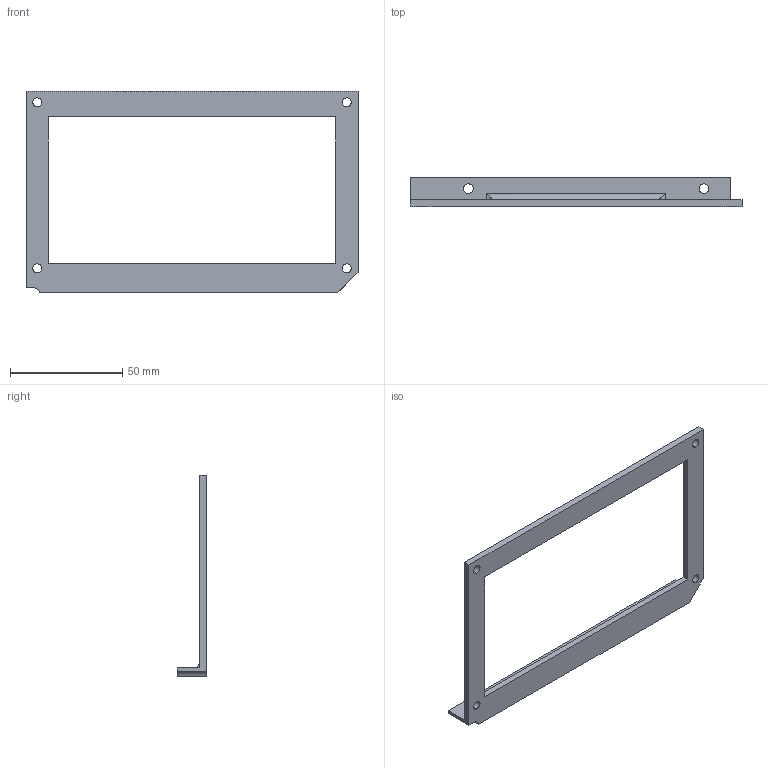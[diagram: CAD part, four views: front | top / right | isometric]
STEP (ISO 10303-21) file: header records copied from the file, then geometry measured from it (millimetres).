
FILE_DESCRIPTION(('FreeCAD Model'),'2;1');
FILE_NAME('Open CASCADE Shape Model','2024-11-30T21:11:53',('Author'),( ''),'Open CASCADE STEP processor 7.8','FreeCAD','Unknown');
FILE_SCHEMA(('AUTOMOTIVE_DESIGN { 1 0 10303 214 1 1 1 1 }'));
Length unit declared in the file: millimetre
Products named in the file (1): Internal PSU Bracket 1.0
Bounding box: 148 x 13 x 90 mm (x, y, z)
Volume: 20036.3 mm3; surface area: 15241.8 mm2
Topology: 1 solids, 1 shells, 30 faces, 84 edges, 56 vertices
Faces by surface type: cylinder 16, plane 14
Entity records: 1026 total; most frequent: CARTESIAN_POINT 177, DIRECTION 172, ORIENTED_EDGE 168, EDGE_CURVE 84, AXIS2_PLACEMENT_3D 59, VERTEX_POINT 56, LINE 54, VECTOR 54
